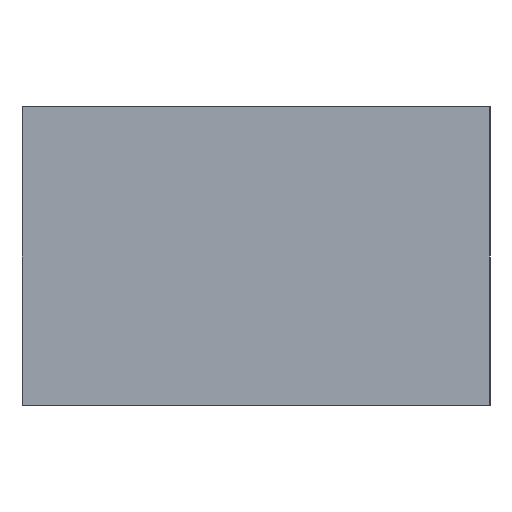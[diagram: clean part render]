
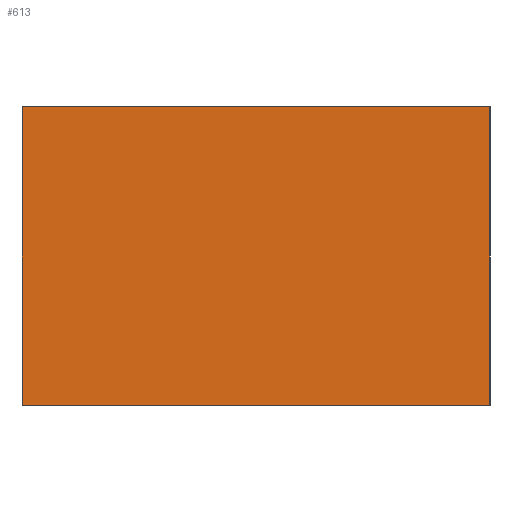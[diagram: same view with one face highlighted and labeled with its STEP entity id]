
A CAD part, front view. The second image highlights one B-rep face of the part: STEP entity #613.
In plain terms, the highlighted planar face has unit normal (0, -1, 0).
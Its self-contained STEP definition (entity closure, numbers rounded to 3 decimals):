
#43=PLANE('',#702);
#76=FACE_OUTER_BOUND('',#117,.T.);
#117=EDGE_LOOP('',(#555,#556,#557,#558));
#136=LINE('',#935,#185);
#158=LINE('',#1003,#207);
#164=LINE('',#1034,#213);
#165=LINE('',#1036,#214);
#185=VECTOR('',#743,10.);
#207=VECTOR('',#813,10.);
#213=VECTOR('',#843,10.);
#214=VECTOR('',#846,10.);
#272=VERTEX_POINT('',#932);
#273=VERTEX_POINT('',#934);
#295=VERTEX_POINT('',#1001);
#308=VERTEX_POINT('',#1032);
#333=EDGE_CURVE('',#273,#272,#136,.T.);
#368=EDGE_CURVE('',#295,#272,#158,.T.);
#384=EDGE_CURVE('',#295,#308,#164,.T.);
#385=EDGE_CURVE('',#308,#273,#165,.T.);
#555=ORIENTED_EDGE('',*,*,#385,.T.);
#556=ORIENTED_EDGE('',*,*,#333,.T.);
#557=ORIENTED_EDGE('',*,*,#368,.F.);
#558=ORIENTED_EDGE('',*,*,#384,.T.);
#613=ADVANCED_FACE('',(#76),#43,.T.);
#702=AXIS2_PLACEMENT_3D('',#1068,#886,#887);
#743=DIRECTION('',(0.,0.,1.));
#813=DIRECTION('',(1.,0.,0.));
#843=DIRECTION('',(0.,0.,-1.));
#846=DIRECTION('',(1.,0.,0.));
#886=DIRECTION('center_axis',(0.,-1.,0.));
#887=DIRECTION('ref_axis',(1.,0.,0.));
#932=CARTESIAN_POINT('',(5.,35.,28.7));
#934=CARTESIAN_POINT('',(5.,35.,0.));
#935=CARTESIAN_POINT('',(5.,35.,0.));
#1001=CARTESIAN_POINT('',(-40.,35.,28.7));
#1003=CARTESIAN_POINT('',(-30.,35.,28.7));
#1032=CARTESIAN_POINT('',(-40.,35.,0.));
#1034=CARTESIAN_POINT('',(-40.,35.,0.));
#1036=CARTESIAN_POINT('',(-30.,35.,0.));
#1068=CARTESIAN_POINT('Origin',(-40.,35.,0.));
